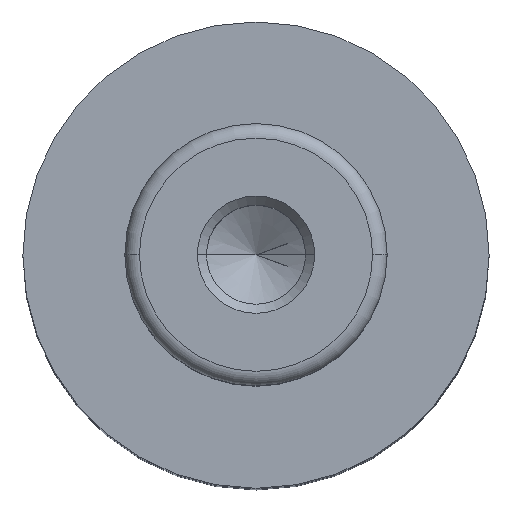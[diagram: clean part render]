
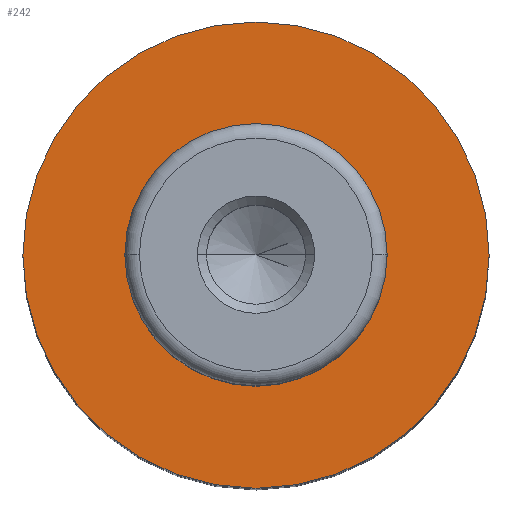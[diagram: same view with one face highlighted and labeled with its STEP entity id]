
A CAD part, top view. The second image highlights one B-rep face of the part: STEP entity #242.
In plain terms, the highlighted planar face has unit normal (0, 0, 1).
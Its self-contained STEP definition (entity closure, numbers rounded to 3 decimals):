
#14 = EDGE_CURVE ( 'NONE', #906, #93, #414, .T. ) ;
#27 = CARTESIAN_POINT ( 'NONE',  ( 0., 0., 68. ) ) ;
#38 = ORIENTED_EDGE ( 'NONE', *, *, #993, .F. ) ;
#44 = AXIS2_PLACEMENT_3D ( 'NONE', #708, #266, #267 ) ;
#56 = DIRECTION ( 'NONE',  ( -1., 0., 0. ) ) ;
#63 = FACE_BOUND ( 'NONE', #691, .T. ) ;
#93 = VERTEX_POINT ( 'NONE', #106 ) ;
#101 = DIRECTION ( 'NONE',  ( -1., 0., 0. ) ) ;
#106 = CARTESIAN_POINT ( 'NONE',  ( 9., 0., 68. ) ) ;
#132 = CARTESIAN_POINT ( 'NONE',  ( 0., 0., 68. ) ) ;
#148 = AXIS2_PLACEMENT_3D ( 'NONE', #823, #275, #953 ) ;
#158 = AXIS2_PLACEMENT_3D ( 'NONE', #132, #364, #56 ) ;
#226 = AXIS2_PLACEMENT_3D ( 'NONE', #27, #589, #101 ) ;
#242 = ADVANCED_FACE ( 'NONE', ( #63, #478 ), #1159, .T. ) ;
#266 = DIRECTION ( 'NONE',  ( 0., 0., 1. ) ) ;
#267 = DIRECTION ( 'NONE',  ( 1., 0., 0. ) ) ;
#275 = DIRECTION ( 'NONE',  ( 0., 0., -1. ) ) ;
#319 = AXIS2_PLACEMENT_3D ( 'NONE', #976, #373, #1085 ) ;
#330 = CARTESIAN_POINT ( 'NONE',  ( 16., 0., 68. ) ) ;
#361 = EDGE_LOOP ( 'NONE', ( #38, #567 ) ) ;
#364 = DIRECTION ( 'NONE',  ( 0., 0., -1. ) ) ;
#373 = DIRECTION ( 'NONE',  ( 0., 0., -1. ) ) ;
#394 = CARTESIAN_POINT ( 'NONE',  ( -9., 0., 68. ) ) ;
#414 = CIRCLE ( 'NONE', #158, 9. ) ;
#426 = VERTEX_POINT ( 'NONE', #1015 ) ;
#445 = CIRCLE ( 'NONE', #319, 16. ) ;
#478 = FACE_OUTER_BOUND ( 'NONE', #361, .T. ) ;
#567 = ORIENTED_EDGE ( 'NONE', *, *, #785, .F. ) ;
#589 = DIRECTION ( 'NONE',  ( 0., 0., -1. ) ) ;
#691 = EDGE_LOOP ( 'NONE', ( #1188, #851 ) ) ;
#708 = CARTESIAN_POINT ( 'NONE',  ( -9., 0., 68. ) ) ;
#785 = EDGE_CURVE ( 'NONE', #1087, #426, #445, .T. ) ;
#809 = CIRCLE ( 'NONE', #226, 16. ) ;
#823 = CARTESIAN_POINT ( 'NONE',  ( 0., 0., 68. ) ) ;
#851 = ORIENTED_EDGE ( 'NONE', *, *, #1177, .T. ) ;
#906 = VERTEX_POINT ( 'NONE', #394 ) ;
#922 = CIRCLE ( 'NONE', #148, 9. ) ;
#953 = DIRECTION ( 'NONE',  ( -1., 0., 0. ) ) ;
#976 = CARTESIAN_POINT ( 'NONE',  ( 0., 0., 68. ) ) ;
#993 = EDGE_CURVE ( 'NONE', #426, #1087, #809, .T. ) ;
#1015 = CARTESIAN_POINT ( 'NONE',  ( -16., 0., 68. ) ) ;
#1085 = DIRECTION ( 'NONE',  ( -1., 0., 0. ) ) ;
#1087 = VERTEX_POINT ( 'NONE', #330 ) ;
#1159 = PLANE ( 'NONE',  #44 ) ;
#1177 = EDGE_CURVE ( 'NONE', #93, #906, #922, .T. ) ;
#1188 = ORIENTED_EDGE ( 'NONE', *, *, #14, .T. ) ;
